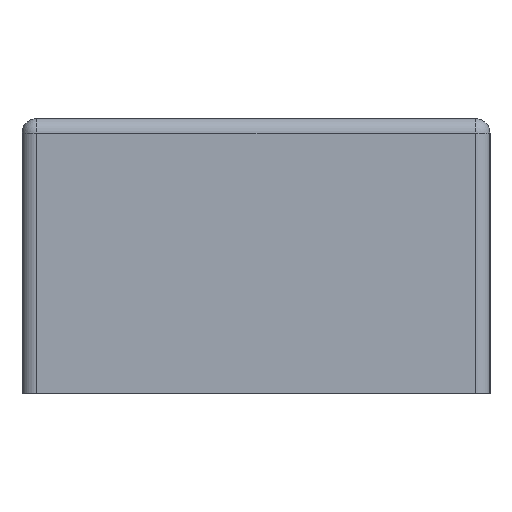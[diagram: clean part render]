
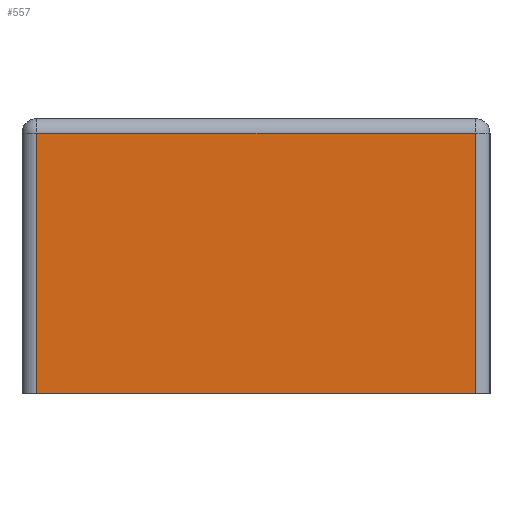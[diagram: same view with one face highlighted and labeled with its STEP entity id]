
A CAD part, left-side view. The second image highlights one B-rep face of the part: STEP entity #557.
In plain terms, the highlighted planar face has unit normal (-1, 0, 0).
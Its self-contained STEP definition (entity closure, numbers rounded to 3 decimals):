
#13=DIRECTION('',(0.,0.,1.));
#35=VECTOR('',#13,1.);
#44=VECTOR('',#45,1.);
#45=DIRECTION('',(0.,0.,-1.));
#60=DIRECTION('',(1.,0.,0.));
#66=DIRECTION('',(0.,-1.,0.));
#86=VECTOR('',#66,1.);
#320=VERTEX_POINT('',#321);
#321=CARTESIAN_POINT('',(-1.6,0.75,0.));
#327=EDGE_CURVE('',#320,#328,#330,.T.);
#328=VERTEX_POINT('',#329);
#329=CARTESIAN_POINT('',(-1.6,-0.75,0.));
#330=LINE('',#331,#86);
#331=CARTESIAN_POINT('',(-1.6,0.8,0.));
#545=VERTEX_POINT('',#546);
#546=CARTESIAN_POINT('',(-1.6,-0.75,0.89));
#552=ORIENTED_EDGE('',*,*,#553,.T.);
#553=EDGE_CURVE('',#545,#328,#554,.T.);
#554=LINE('',#546,#44);
#557=ADVANCED_FACE('',(#558),#569,.F.);
#558=FACE_BOUND('',#559,.F.);
#559=EDGE_LOOP('',(#560,#561,#566,#552));
#560=ORIENTED_EDGE('',*,*,#327,.F.);
#561=ORIENTED_EDGE('',*,*,#562,.T.);
#562=EDGE_CURVE('',#320,#563,#565,.T.);
#563=VERTEX_POINT('',#564);
#564=CARTESIAN_POINT('',(-1.6,0.75,0.89));
#565=LINE('',#321,#35);
#566=ORIENTED_EDGE('',*,*,#567,.T.);
#567=EDGE_CURVE('',#563,#545,#568,.T.);
#568=LINE('',#564,#86);
#569=PLANE('',#570);
#570=AXIS2_PLACEMENT_3D('',#331,#60,#66);
